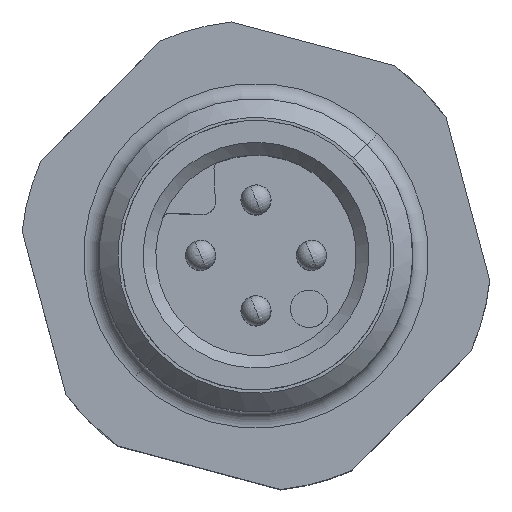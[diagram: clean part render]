
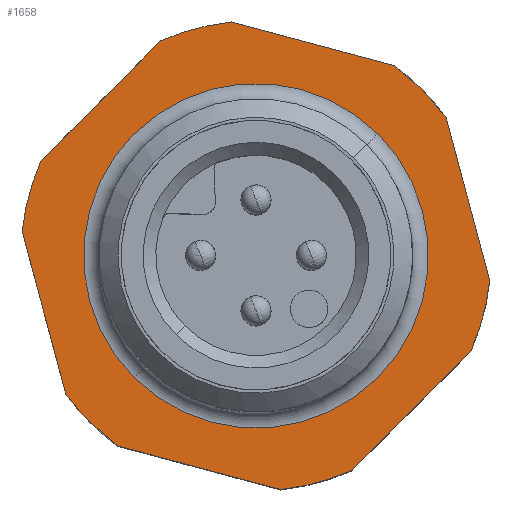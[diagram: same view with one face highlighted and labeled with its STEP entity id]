
A CAD part, top view. The second image highlights one B-rep face of the part: STEP entity #1658.
In plain terms, the highlighted planar face has unit normal (0, 0, 1).
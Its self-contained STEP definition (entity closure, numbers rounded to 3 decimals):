
#1501=AXIS2_PLACEMENT_3D('Circle Axis2P3D',#1499,#1500,$) ;
#1519=AXIS2_PLACEMENT_3D('Plane Axis2P3D',#1516,#1517,#1518) ;
#1642=AXIS2_PLACEMENT_3D('Circle Axis2P3D',#1640,#1641,$) ;
#1651=AXIS2_PLACEMENT_3D('Circle Axis2P3D',#1649,#1650,$) ;
#1456=CARTESIAN_POINT('Vertex',(0.697,1.523,11.27)) ;
#1459=CARTESIAN_POINT('Line Origine',(0.348,2.823,11.27)) ;
#1463=CARTESIAN_POINT('Vertex',(0.,4.124,11.27)) ;
#1496=CARTESIAN_POINT('Vertex',(1.078,1.078,11.27)) ;
#1499=CARTESIAN_POINT('Axis2P3D Location',(3.729,3.729,11.27)) ;
#1516=CARTESIAN_POINT('Axis2P3D Location',(3.729,3.729,11.27)) ;
#1522=CARTESIAN_POINT('Control Point',(0.302,5.252,11.27)) ;
#1523=CARTESIAN_POINT('Control Point',(0.207,5.038,11.27)) ;
#1524=CARTESIAN_POINT('Control Point',(0.129,4.816,11.27)) ;
#1525=CARTESIAN_POINT('Control Point',(0.068,4.588,11.27)) ;
#1526=CARTESIAN_POINT('Control Point',(0.025,4.357,11.27)) ;
#1527=CARTESIAN_POINT('Control Point',(0.,4.124,11.27)) ;
#1528=CARTESIAN_POINT('Vertex',(0.302,5.252,11.27)) ;
#1532=CARTESIAN_POINT('Control Point',(1.078,1.078,11.27)) ;
#1533=CARTESIAN_POINT('Control Point',(1.16,0.995,11.27)) ;
#1534=CARTESIAN_POINT('Control Point',(1.247,0.915,11.27)) ;
#1535=CARTESIAN_POINT('Control Point',(1.336,0.839,11.27)) ;
#1536=CARTESIAN_POINT('Control Point',(1.428,0.766,11.27)) ;
#1537=CARTESIAN_POINT('Control Point',(1.523,0.697,11.27)) ;
#1538=CARTESIAN_POINT('Vertex',(1.523,0.697,11.27)) ;
#1541=CARTESIAN_POINT('Line Origine',(2.823,0.348,11.27)) ;
#1545=CARTESIAN_POINT('Vertex',(4.124,0.,11.27)) ;
#1549=CARTESIAN_POINT('Control Point',(4.124,0.,11.27)) ;
#1550=CARTESIAN_POINT('Control Point',(4.357,0.025,11.27)) ;
#1551=CARTESIAN_POINT('Control Point',(4.588,0.068,11.27)) ;
#1552=CARTESIAN_POINT('Control Point',(4.816,0.129,11.27)) ;
#1553=CARTESIAN_POINT('Control Point',(5.038,0.207,11.27)) ;
#1554=CARTESIAN_POINT('Control Point',(5.252,0.302,11.27)) ;
#1555=CARTESIAN_POINT('Vertex',(5.252,0.302,11.27)) ;
#1558=CARTESIAN_POINT('Line Origine',(6.204,1.254,11.27)) ;
#1562=CARTESIAN_POINT('Vertex',(7.156,2.206,11.27)) ;
#1566=CARTESIAN_POINT('Control Point',(7.156,2.206,11.27)) ;
#1567=CARTESIAN_POINT('Control Point',(7.251,2.421,11.27)) ;
#1568=CARTESIAN_POINT('Control Point',(7.33,2.642,11.27)) ;
#1569=CARTESIAN_POINT('Control Point',(7.391,2.87,11.27)) ;
#1570=CARTESIAN_POINT('Control Point',(7.434,3.101,11.27)) ;
#1571=CARTESIAN_POINT('Control Point',(7.458,3.335,11.27)) ;
#1572=CARTESIAN_POINT('Vertex',(7.458,3.335,11.27)) ;
#1575=CARTESIAN_POINT('Line Origine',(7.11,4.635,11.27)) ;
#1579=CARTESIAN_POINT('Vertex',(6.761,5.935,11.27)) ;
#1583=CARTESIAN_POINT('Control Point',(6.761,5.935,11.27)) ;
#1584=CARTESIAN_POINT('Control Point',(6.692,6.03,11.27)) ;
#1585=CARTESIAN_POINT('Control Point',(6.62,6.122,11.27)) ;
#1586=CARTESIAN_POINT('Control Point',(6.543,6.212,11.27)) ;
#1587=CARTESIAN_POINT('Control Point',(6.464,6.298,11.27)) ;
#1588=CARTESIAN_POINT('Control Point',(6.381,6.381,11.27)) ;
#1589=CARTESIAN_POINT('Vertex',(6.381,6.381,11.27)) ;
#1593=CARTESIAN_POINT('Control Point',(6.381,6.381,11.27)) ;
#1594=CARTESIAN_POINT('Control Point',(6.298,6.464,11.27)) ;
#1595=CARTESIAN_POINT('Control Point',(6.212,6.543,11.27)) ;
#1596=CARTESIAN_POINT('Control Point',(6.122,6.62,11.27)) ;
#1597=CARTESIAN_POINT('Control Point',(6.03,6.692,11.27)) ;
#1598=CARTESIAN_POINT('Control Point',(5.935,6.761,11.27)) ;
#1599=CARTESIAN_POINT('Vertex',(5.935,6.761,11.27)) ;
#1602=CARTESIAN_POINT('Line Origine',(4.635,7.11,11.27)) ;
#1606=CARTESIAN_POINT('Vertex',(3.335,7.458,11.27)) ;
#1610=CARTESIAN_POINT('Control Point',(3.335,7.458,11.27)) ;
#1611=CARTESIAN_POINT('Control Point',(3.101,7.434,11.27)) ;
#1612=CARTESIAN_POINT('Control Point',(2.87,7.391,11.27)) ;
#1613=CARTESIAN_POINT('Control Point',(2.642,7.33,11.27)) ;
#1614=CARTESIAN_POINT('Control Point',(2.421,7.251,11.27)) ;
#1615=CARTESIAN_POINT('Control Point',(2.206,7.156,11.27)) ;
#1616=CARTESIAN_POINT('Vertex',(2.206,7.156,11.27)) ;
#1619=CARTESIAN_POINT('Line Origine',(1.254,6.204,11.27)) ;
#1640=CARTESIAN_POINT('Axis2P3D Location',(3.729,3.729,11.27)) ;
#1644=CARTESIAN_POINT('Vertex',(1.785,1.785,11.27)) ;
#1646=CARTESIAN_POINT('Vertex',(5.674,5.674,11.27)) ;
#1649=CARTESIAN_POINT('Axis2P3D Location',(3.729,3.729,11.27)) ;
#1460=DIRECTION('Vector Direction',(0.259,-0.966,0.)) ;
#1500=DIRECTION('Axis2P3D Direction',(-0.,0.,-1.)) ;
#1517=DIRECTION('Axis2P3D Direction',(-0.,0.,-1.)) ;
#1518=DIRECTION('Axis2P3D XDirection',(-0.707,-0.707,0.)) ;
#1542=DIRECTION('Vector Direction',(0.966,-0.259,0.)) ;
#1559=DIRECTION('Vector Direction',(0.707,0.707,0.)) ;
#1576=DIRECTION('Vector Direction',(-0.259,0.966,0.)) ;
#1603=DIRECTION('Vector Direction',(-0.966,0.259,0.)) ;
#1620=DIRECTION('Vector Direction',(-0.707,-0.707,0.)) ;
#1641=DIRECTION('Axis2P3D Direction',(-0.,0.,-1.)) ;
#1650=DIRECTION('Axis2P3D Direction',(-0.,0.,-1.)) ;
#1461=VECTOR('Line Direction',#1460,1.) ;
#1543=VECTOR('Line Direction',#1542,1.) ;
#1560=VECTOR('Line Direction',#1559,1.) ;
#1577=VECTOR('Line Direction',#1576,1.) ;
#1604=VECTOR('Line Direction',#1603,1.) ;
#1621=VECTOR('Line Direction',#1620,1.) ;
#1625=ORIENTED_EDGE('',*,*,#1530,.T.) ;
#1626=ORIENTED_EDGE('',*,*,#1465,.T.) ;
#1627=ORIENTED_EDGE('',*,*,#1503,.T.) ;
#1628=ORIENTED_EDGE('',*,*,#1540,.T.) ;
#1629=ORIENTED_EDGE('',*,*,#1547,.T.) ;
#1630=ORIENTED_EDGE('',*,*,#1557,.T.) ;
#1631=ORIENTED_EDGE('',*,*,#1564,.T.) ;
#1632=ORIENTED_EDGE('',*,*,#1574,.T.) ;
#1633=ORIENTED_EDGE('',*,*,#1581,.T.) ;
#1634=ORIENTED_EDGE('',*,*,#1591,.T.) ;
#1635=ORIENTED_EDGE('',*,*,#1601,.T.) ;
#1636=ORIENTED_EDGE('',*,*,#1608,.T.) ;
#1637=ORIENTED_EDGE('',*,*,#1618,.T.) ;
#1638=ORIENTED_EDGE('',*,*,#1623,.T.) ;
#1655=ORIENTED_EDGE('',*,*,#1648,.T.) ;
#1656=ORIENTED_EDGE('',*,*,#1653,.T.) ;
#1657=FACE_BOUND('',#1654,.T.) ;
#1658=ADVANCED_FACE('Hauptk\X2\00F6\X0\rper',(#1639,#1657),#1520,.F.) ;
#1521=B_SPLINE_CURVE_WITH_KNOTS('',5,(#1522,#1523,#1524,#1525,#1526,#1527),.UNSPECIFIED.,.F.,.U.,(6,6),(0.,1.659),.UNSPECIFIED.) ;
#1531=B_SPLINE_CURVE_WITH_KNOTS('',5,(#1532,#1533,#1534,#1535,#1536,#1537),.UNSPECIFIED.,.F.,.U.,(6,6),(0.829,1.659),.UNSPECIFIED.) ;
#1548=B_SPLINE_CURVE_WITH_KNOTS('',5,(#1549,#1550,#1551,#1552,#1553,#1554),.UNSPECIFIED.,.F.,.U.,(6,6),(0.,1.659),.UNSPECIFIED.) ;
#1565=B_SPLINE_CURVE_WITH_KNOTS('',5,(#1566,#1567,#1568,#1569,#1570,#1571),.UNSPECIFIED.,.F.,.U.,(6,6),(0.,1.659),.UNSPECIFIED.) ;
#1582=B_SPLINE_CURVE_WITH_KNOTS('',5,(#1583,#1584,#1585,#1586,#1587,#1588),.UNSPECIFIED.,.F.,.U.,(6,6),(0.,0.829),.UNSPECIFIED.) ;
#1592=B_SPLINE_CURVE_WITH_KNOTS('',5,(#1593,#1594,#1595,#1596,#1597,#1598),.UNSPECIFIED.,.F.,.U.,(6,6),(0.829,1.659),.UNSPECIFIED.) ;
#1609=B_SPLINE_CURVE_WITH_KNOTS('',5,(#1610,#1611,#1612,#1613,#1614,#1615),.UNSPECIFIED.,.F.,.U.,(6,6),(0.,1.659),.UNSPECIFIED.) ;
#1502=CIRCLE('generated circle',#1501,3.75) ;
#1643=CIRCLE('generated circle',#1642,2.75) ;
#1652=CIRCLE('generated circle',#1651,2.75) ;
#1465=EDGE_CURVE('',#1464,#1457,#1462,.T.) ;
#1503=EDGE_CURVE('',#1457,#1497,#1502,.F.) ;
#1530=EDGE_CURVE('',#1529,#1464,#1521,.T.) ;
#1540=EDGE_CURVE('',#1497,#1539,#1531,.T.) ;
#1547=EDGE_CURVE('',#1539,#1546,#1544,.T.) ;
#1557=EDGE_CURVE('',#1546,#1556,#1548,.T.) ;
#1564=EDGE_CURVE('',#1556,#1563,#1561,.T.) ;
#1574=EDGE_CURVE('',#1563,#1573,#1565,.T.) ;
#1581=EDGE_CURVE('',#1573,#1580,#1578,.T.) ;
#1591=EDGE_CURVE('',#1580,#1590,#1582,.T.) ;
#1601=EDGE_CURVE('',#1590,#1600,#1592,.T.) ;
#1608=EDGE_CURVE('',#1600,#1607,#1605,.T.) ;
#1618=EDGE_CURVE('',#1607,#1617,#1609,.T.) ;
#1623=EDGE_CURVE('',#1617,#1529,#1622,.T.) ;
#1648=EDGE_CURVE('',#1645,#1647,#1643,.T.) ;
#1653=EDGE_CURVE('',#1647,#1645,#1652,.T.) ;
#1624=EDGE_LOOP('',(#1625,#1626,#1627,#1628,#1629,#1630,#1631,#1632,#1633,#1634,#1635,#1636,#1637,#1638)) ;
#1654=EDGE_LOOP('',(#1655,#1656)) ;
#1639=FACE_OUTER_BOUND('',#1624,.T.) ;
#1462=LINE('Line',#1459,#1461) ;
#1544=LINE('Line',#1541,#1543) ;
#1561=LINE('Line',#1558,#1560) ;
#1578=LINE('Line',#1575,#1577) ;
#1605=LINE('Line',#1602,#1604) ;
#1622=LINE('Line',#1619,#1621) ;
#1520=PLANE('',#1519) ;
#1457=VERTEX_POINT('',#1456) ;
#1464=VERTEX_POINT('',#1463) ;
#1497=VERTEX_POINT('',#1496) ;
#1529=VERTEX_POINT('',#1528) ;
#1539=VERTEX_POINT('',#1538) ;
#1546=VERTEX_POINT('',#1545) ;
#1556=VERTEX_POINT('',#1555) ;
#1563=VERTEX_POINT('',#1562) ;
#1573=VERTEX_POINT('',#1572) ;
#1580=VERTEX_POINT('',#1579) ;
#1590=VERTEX_POINT('',#1589) ;
#1600=VERTEX_POINT('',#1599) ;
#1607=VERTEX_POINT('',#1606) ;
#1617=VERTEX_POINT('',#1616) ;
#1645=VERTEX_POINT('',#1644) ;
#1647=VERTEX_POINT('',#1646) ;
